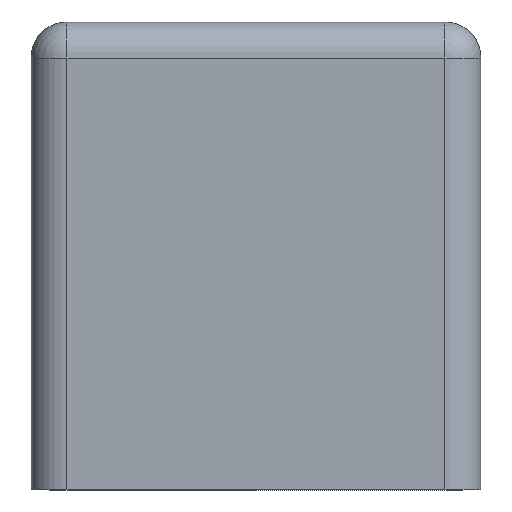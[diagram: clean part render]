
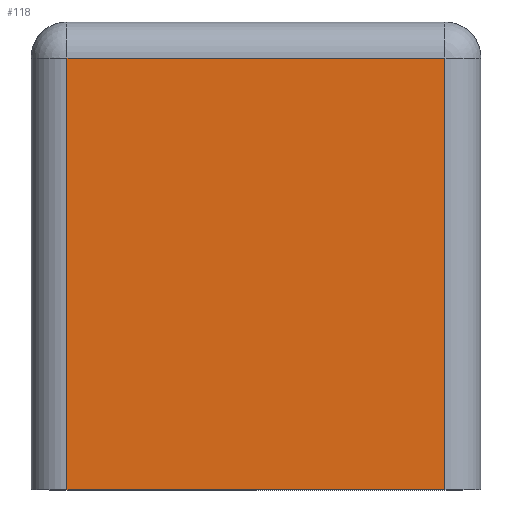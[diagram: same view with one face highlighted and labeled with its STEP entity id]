
A CAD part, left-side view. The second image highlights one B-rep face of the part: STEP entity #118.
In plain terms, the highlighted planar face has unit normal (-1, 0, 0).
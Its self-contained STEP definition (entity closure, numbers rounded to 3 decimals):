
#118=ADVANCED_FACE('',(#479),#481,.T.);
#479=FACE_BOUND('',#480,.T.);
#480=EDGE_LOOP('',(#1711,#1712,#1713,#1714));
#481=PLANE('',#482);
#482=AXIS2_PLACEMENT_3D('',#483,#484,#485);
#483=CARTESIAN_POINT('',(-1.,0.625,0.));
#484=DIRECTION('',(-1.,0.,0.));
#485=DIRECTION('',(0.,-1.,0.));
#1711=ORIENTED_EDGE('',*,*,#2903,.T.);
#1712=ORIENTED_EDGE('',*,*,#2917,.F.);
#1713=ORIENTED_EDGE('',*,*,#2918,.F.);
#1714=ORIENTED_EDGE('',*,*,#2906,.T.);
#2903=EDGE_CURVE('',#3390,#3391,#3392,.T.);
#2906=EDGE_CURVE('',#3395,#3390,#3396,.T.);
#2917=EDGE_CURVE('',#3414,#3391,#3415,.T.);
#2918=EDGE_CURVE('',#3395,#3414,#3416,.T.);
#3390=VERTEX_POINT('',#4191);
#3391=VERTEX_POINT('',#4192);
#3392=LINE('',#4193,#4194);
#3395=VERTEX_POINT('',#4204);
#3396=LINE('',#4205,#4206);
#3414=VERTEX_POINT('',#4251);
#3415=LINE('',#4252,#4253);
#3416=LINE('',#4255,#4256);
#4191=CARTESIAN_POINT('',(-1.,-0.525,0.));
#4192=CARTESIAN_POINT('',(-1.,-0.525,1.2));
#4193=CARTESIAN_POINT('',(-1.,-0.525,0.));
#4194=VECTOR('',#4195,1.);
#4195=DIRECTION('',(0.,0.,1.));
#4204=CARTESIAN_POINT('',(-1.,0.525,0.));
#4205=CARTESIAN_POINT('',(-1.,0.525,0.));
#4206=VECTOR('',#4207,1.);
#4207=DIRECTION('',(0.,-1.,0.));
#4251=CARTESIAN_POINT('',(-1.,0.525,1.2));
#4252=CARTESIAN_POINT('',(-1.,0.525,1.2));
#4253=VECTOR('',#4254,1.);
#4254=DIRECTION('',(0.,-1.,0.));
#4255=CARTESIAN_POINT('',(-1.,0.525,0.));
#4256=VECTOR('',#4257,1.);
#4257=DIRECTION('',(0.,0.,1.));
